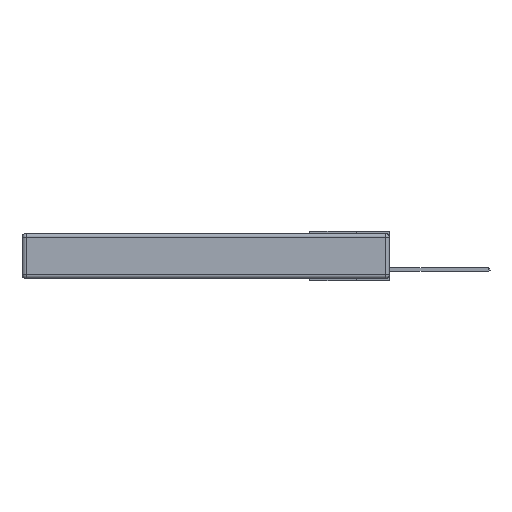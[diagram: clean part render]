
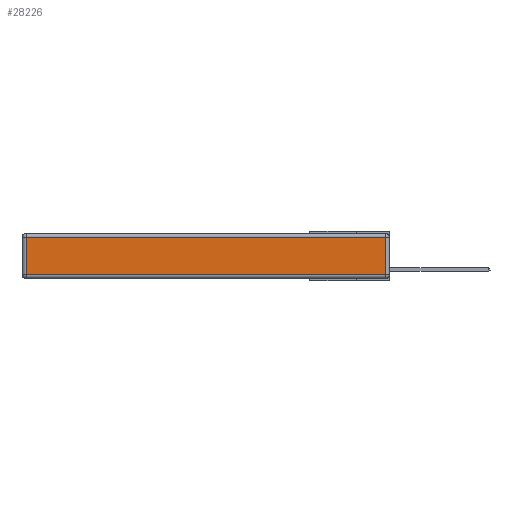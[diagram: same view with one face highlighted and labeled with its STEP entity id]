
A CAD part, left-side view. The second image highlights one B-rep face of the part: STEP entity #28226.
In plain terms, the highlighted planar face has unit normal (-1, 0, 0).
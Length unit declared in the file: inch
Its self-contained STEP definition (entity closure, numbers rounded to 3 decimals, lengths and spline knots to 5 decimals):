
#1020 = DIRECTION ( 'NONE',  ( 0., -1., 0. ) ) ;
#3454 = LINE ( 'NONE', #17405, #14882 ) ;
#4177 = CARTESIAN_POINT ( 'NONE',  ( 0., 0.03, -0.343 ) ) ;
#4331 = CARTESIAN_POINT ( 'NONE',  ( 0., 2.72, -0.313 ) ) ;
#4797 = CARTESIAN_POINT ( 'NONE',  ( 0., 2.75, -0.03 ) ) ;
#4958 = ORIENTED_EDGE ( 'NONE', *, *, #11579, .T. ) ;
#5740 = CARTESIAN_POINT ( 'NONE',  ( 0., 0., -0.343 ) ) ;
#7370 = ORIENTED_EDGE ( 'NONE', *, *, #17032, .T. ) ;
#8130 = VERTEX_POINT ( 'NONE', #4331 ) ;
#8403 = DIRECTION ( 'NONE',  ( 0., 0., -1. ) ) ;
#9016 = CARTESIAN_POINT ( 'NONE',  ( 0., 0.03, -0.03 ) ) ;
#9393 = DIRECTION ( 'NONE',  ( 0., 1., 0. ) ) ;
#9650 = EDGE_CURVE ( 'NONE', #23263, #8130, #20378, .T. ) ;
#10618 = DIRECTION ( 'NONE',  ( 0., 0., 1. ) ) ;
#11579 = EDGE_CURVE ( 'NONE', #15822, #23263, #27668, .T. ) ;
#11709 = AXIS2_PLACEMENT_3D ( 'NONE', #5740, #17599, #10618 ) ;
#12088 = LINE ( 'NONE', #4177, #21717 ) ;
#12510 = ORIENTED_EDGE ( 'NONE', *, *, #14246, .T. ) ;
#13618 = FACE_OUTER_BOUND ( 'NONE', #16069, .T. ) ;
#14246 = EDGE_CURVE ( 'NONE', #16511, #15822, #12088, .T. ) ;
#14457 = CARTESIAN_POINT ( 'NONE',  ( 0., 2.72, -0.343 ) ) ;
#14882 = VECTOR ( 'NONE', #1020, 39.37008 ) ;
#15113 = CARTESIAN_POINT ( 'NONE',  ( 0., 0.03, -0.313 ) ) ;
#15822 = VERTEX_POINT ( 'NONE', #9016 ) ;
#16069 = EDGE_LOOP ( 'NONE', ( #7370, #12510, #4958, #21108 ) ) ;
#16511 = VERTEX_POINT ( 'NONE', #15113 ) ;
#17032 = EDGE_CURVE ( 'NONE', #8130, #16511, #3454, .T. ) ;
#17104 = PLANE ( 'NONE',  #11709 ) ;
#17405 = CARTESIAN_POINT ( 'NONE',  ( 0., 0., -0.313 ) ) ;
#17599 = DIRECTION ( 'NONE',  ( -1., 0., 0. ) ) ;
#20310 = CARTESIAN_POINT ( 'NONE',  ( 0., 2.72, -0.03 ) ) ;
#20378 = LINE ( 'NONE', #14457, #29417 ) ;
#21108 = ORIENTED_EDGE ( 'NONE', *, *, #9650, .T. ) ;
#21717 = VECTOR ( 'NONE', #27292, 39.37008 ) ;
#23263 = VERTEX_POINT ( 'NONE', #20310 ) ;
#25148 = VECTOR ( 'NONE', #9393, 39.37008 ) ;
#27292 = DIRECTION ( 'NONE',  ( 0., 0., 1. ) ) ;
#27668 = LINE ( 'NONE', #4797, #25148 ) ;
#28226 = ADVANCED_FACE ( 'NONE', ( #13618 ), #17104, .T. ) ;
#29417 = VECTOR ( 'NONE', #8403, 39.37008 ) ;
